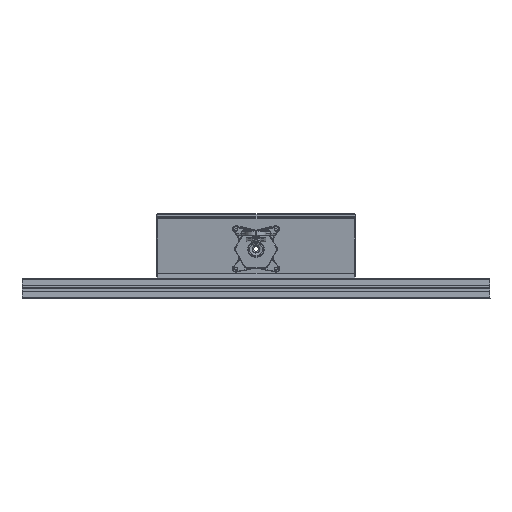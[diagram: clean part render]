
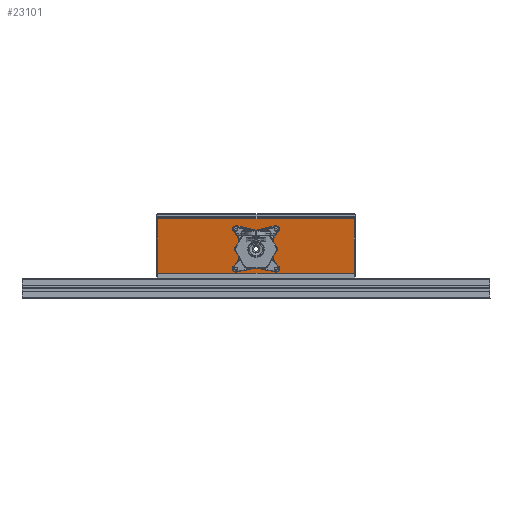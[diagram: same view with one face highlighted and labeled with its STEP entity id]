
A CAD part, front view. The second image highlights one B-rep face of the part: STEP entity #23101.
In plain terms, the highlighted planar face has unit normal (0, -0.991, -0.132).
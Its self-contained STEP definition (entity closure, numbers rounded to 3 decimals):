
#810=FACE_BOUND('',#3967,.T.);
#811=FACE_BOUND('',#3968,.T.);
#812=FACE_BOUND('',#3969,.T.);
#813=FACE_BOUND('',#3970,.T.);
#814=FACE_BOUND('',#3971,.T.);
#1135=PLANE('',#24955);
#2579=FACE_OUTER_BOUND('',#3966,.T.);
#3966=EDGE_LOOP('',(#18435,#18436,#18437,#18438));
#3967=EDGE_LOOP('',(#18439,#18440,#18441,#18442,#18443,#18444,#18445,#18446,
#18447,#18448,#18449,#18450));
#3968=EDGE_LOOP('',(#18451));
#3969=EDGE_LOOP('',(#18452));
#3970=EDGE_LOOP('',(#18453));
#3971=EDGE_LOOP('',(#18454));
#5641=LINE('',#42951,#7618);
#5644=LINE('',#42959,#7621);
#5647=LINE('',#42967,#7624);
#5648=LINE('',#42970,#7625);
#5651=LINE('',#42978,#7628);
#5654=LINE('',#42986,#7631);
#5663=LINE('',#43028,#7640);
#5675=LINE('',#43069,#7652);
#5676=LINE('',#43073,#7653);
#5677=LINE('',#43074,#7654);
#7618=VECTOR('',#29218,10.);
#7621=VECTOR('',#29227,10.);
#7624=VECTOR('',#29236,10.);
#7625=VECTOR('',#29239,10.);
#7628=VECTOR('',#29248,10.);
#7631=VECTOR('',#29257,10.);
#7640=VECTOR('',#29304,55.287);
#7652=VECTOR('',#29350,197.);
#7653=VECTOR('',#29355,197.);
#7654=VECTOR('',#29356,55.287);
#9134=CIRCLE('',#24903,2.5);
#9135=CIRCLE('',#24906,2.5);
#9136=CIRCLE('',#24909,2.5);
#9137=CIRCLE('',#24913,2.5);
#9138=CIRCLE('',#24916,2.5);
#9139=CIRCLE('',#24919,2.5);
#9157=CIRCLE('',#24956,2.75);
#9158=CIRCLE('',#24957,2.75);
#9159=CIRCLE('',#24958,2.75);
#9160=CIRCLE('',#24959,2.75);
#10714=VERTEX_POINT('',#42943);
#10715=VERTEX_POINT('',#42945);
#10716=VERTEX_POINT('',#42949);
#10717=VERTEX_POINT('',#42953);
#10718=VERTEX_POINT('',#42957);
#10719=VERTEX_POINT('',#42961);
#10720=VERTEX_POINT('',#42965);
#10721=VERTEX_POINT('',#42969);
#10722=VERTEX_POINT('',#42973);
#10723=VERTEX_POINT('',#42977);
#10724=VERTEX_POINT('',#42981);
#10725=VERTEX_POINT('',#42985);
#10737=VERTEX_POINT('',#43022);
#10739=VERTEX_POINT('',#43026);
#10751=VERTEX_POINT('',#43068);
#10752=VERTEX_POINT('',#43072);
#10753=VERTEX_POINT('',#43075);
#10754=VERTEX_POINT('',#43077);
#10755=VERTEX_POINT('',#43079);
#10756=VERTEX_POINT('',#43081);
#13464=EDGE_CURVE('',#10715,#10714,#9134,.T.);
#13467=EDGE_CURVE('',#10714,#10716,#5641,.T.);
#13469=EDGE_CURVE('',#10716,#10717,#9135,.T.);
#13471=EDGE_CURVE('',#10717,#10718,#5644,.T.);
#13473=EDGE_CURVE('',#10718,#10719,#9136,.T.);
#13475=EDGE_CURVE('',#10719,#10720,#5647,.T.);
#13476=EDGE_CURVE('',#10721,#10715,#5648,.T.);
#13478=EDGE_CURVE('',#10722,#10721,#9137,.T.);
#13480=EDGE_CURVE('',#10723,#10722,#5651,.T.);
#13482=EDGE_CURVE('',#10724,#10723,#9138,.T.);
#13484=EDGE_CURVE('',#10725,#10724,#5654,.T.);
#13486=EDGE_CURVE('',#10720,#10725,#9139,.T.);
#13505=EDGE_CURVE('',#10739,#10737,#5663,.T.);
#13525=EDGE_CURVE('',#10737,#10751,#5675,.T.);
#13527=EDGE_CURVE('',#10752,#10739,#5676,.T.);
#13528=EDGE_CURVE('',#10751,#10752,#5677,.T.);
#13529=EDGE_CURVE('',#10753,#10753,#9157,.T.);
#13530=EDGE_CURVE('',#10754,#10754,#9158,.T.);
#13531=EDGE_CURVE('',#10755,#10755,#9159,.T.);
#13532=EDGE_CURVE('',#10756,#10756,#9160,.T.);
#18435=ORIENTED_EDGE('',*,*,#13505,.F.);
#18436=ORIENTED_EDGE('',*,*,#13527,.F.);
#18437=ORIENTED_EDGE('',*,*,#13528,.F.);
#18438=ORIENTED_EDGE('',*,*,#13525,.F.);
#18439=ORIENTED_EDGE('',*,*,#13475,.T.);
#18440=ORIENTED_EDGE('',*,*,#13486,.T.);
#18441=ORIENTED_EDGE('',*,*,#13484,.T.);
#18442=ORIENTED_EDGE('',*,*,#13482,.T.);
#18443=ORIENTED_EDGE('',*,*,#13480,.T.);
#18444=ORIENTED_EDGE('',*,*,#13478,.T.);
#18445=ORIENTED_EDGE('',*,*,#13476,.T.);
#18446=ORIENTED_EDGE('',*,*,#13464,.T.);
#18447=ORIENTED_EDGE('',*,*,#13467,.T.);
#18448=ORIENTED_EDGE('',*,*,#13469,.T.);
#18449=ORIENTED_EDGE('',*,*,#13471,.T.);
#18450=ORIENTED_EDGE('',*,*,#13473,.T.);
#18451=ORIENTED_EDGE('',*,*,#13529,.F.);
#18452=ORIENTED_EDGE('',*,*,#13530,.F.);
#18453=ORIENTED_EDGE('',*,*,#13531,.F.);
#18454=ORIENTED_EDGE('',*,*,#13532,.F.);
#23101=ADVANCED_FACE('',(#2579,#810,#811,#812,#813,#814),#1135,.T.);
#24903=AXIS2_PLACEMENT_3D('',#42946,#29212,#29213);
#24906=AXIS2_PLACEMENT_3D('',#42955,#29222,#29223);
#24909=AXIS2_PLACEMENT_3D('',#42963,#29231,#29232);
#24913=AXIS2_PLACEMENT_3D('',#42974,#29243,#29244);
#24916=AXIS2_PLACEMENT_3D('',#42982,#29252,#29253);
#24919=AXIS2_PLACEMENT_3D('',#42989,#29261,#29262);
#24955=AXIS2_PLACEMENT_3D('',#43071,#29353,#29354);
#24956=AXIS2_PLACEMENT_3D('',#43076,#29357,#29358);
#24957=AXIS2_PLACEMENT_3D('',#43078,#29359,#29360);
#24958=AXIS2_PLACEMENT_3D('',#43080,#29361,#29362);
#24959=AXIS2_PLACEMENT_3D('',#43082,#29363,#29364);
#29212=DIRECTION('center_axis',(0.,0.991,
0.132));
#29213=DIRECTION('ref_axis',(-0.5,0.114,-0.858));
#29218=DIRECTION('',(-0.5,-0.114,0.858));
#29222=DIRECTION('center_axis',(0.,0.991,
0.132));
#29223=DIRECTION('ref_axis',(-1.,0.,0.));
#29227=DIRECTION('',(0.5,-0.114,0.858));
#29231=DIRECTION('center_axis',(0.,0.991,
0.132));
#29232=DIRECTION('ref_axis',(-0.5,-0.114,0.858));
#29236=DIRECTION('',(1.,0.,0.));
#29239=DIRECTION('',(-1.,0.,0.));
#29243=DIRECTION('center_axis',(0.,0.991,
0.132));
#29244=DIRECTION('ref_axis',(0.5,0.114,-0.858));
#29248=DIRECTION('',(-0.5,0.114,-0.858));
#29252=DIRECTION('center_axis',(0.,0.991,
0.132));
#29253=DIRECTION('ref_axis',(1.,0.,0.));
#29257=DIRECTION('',(0.5,0.114,-0.858));
#29261=DIRECTION('center_axis',(0.,0.991,
0.132));
#29262=DIRECTION('ref_axis',(0.5,-0.114,0.858));
#29304=DIRECTION('',(0.,-0.132,0.991));
#29350=DIRECTION('',(1.,0.,0.));
#29353=DIRECTION('center_axis',(0.,-0.991,
-0.132));
#29354=DIRECTION('ref_axis',(0.,0.132,-0.991));
#29355=DIRECTION('',(-1.,0.,0.));
#29356=DIRECTION('',(0.,0.132,-0.991));
#29357=DIRECTION('center_axis',(0.,-0.991,
-0.132));
#29358=DIRECTION('ref_axis',(-1.,0.,0.));
#29359=DIRECTION('center_axis',(0.,-0.991,
-0.132));
#29360=DIRECTION('ref_axis',(-1.,0.,0.));
#29361=DIRECTION('center_axis',(0.,-0.991,
-0.132));
#29362=DIRECTION('ref_axis',(-1.,0.,0.));
#29363=DIRECTION('center_axis',(0.,-0.991,
-0.132));
#29364=DIRECTION('ref_axis',(-1.,0.,0.));
#42943=CARTESIAN_POINT('',(118.751,351.276,389.837));
#42945=CARTESIAN_POINT('',(120.916,351.441,388.598));
#42946=CARTESIAN_POINT('Origin',(120.916,351.11,391.076));
#42949=CARTESIAN_POINT('',(112.689,349.888,400.245));
#42951=CARTESIAN_POINT('',(96.357,346.149,428.284));
#42953=CARTESIAN_POINT('',(112.689,349.557,402.723));
#42955=CARTESIAN_POINT('Origin',(114.854,349.723,401.484));
#42957=CARTESIAN_POINT('',(118.751,348.17,413.131));
#42959=CARTESIAN_POINT('',(110.083,350.154,398.249));
#42961=CARTESIAN_POINT('',(120.916,348.005,414.37));
#42963=CARTESIAN_POINT('Origin',(120.916,348.335,411.892));
#42965=CARTESIAN_POINT('',(133.04,348.005,414.37));
#42967=CARTESIAN_POINT('',(76.978,348.005,414.37));
#42969=CARTESIAN_POINT('',(133.04,351.441,388.598));
#42970=CARTESIAN_POINT('',(76.978,351.441,388.598));
#42973=CARTESIAN_POINT('',(135.205,351.276,389.837));
#42974=CARTESIAN_POINT('Origin',(133.04,351.11,391.076));
#42977=CARTESIAN_POINT('',(141.267,349.888,400.245));
#42978=CARTESIAN_POINT('',(132.599,351.872,385.363));
#42981=CARTESIAN_POINT('',(141.267,349.557,402.723));
#42982=CARTESIAN_POINT('Origin',(139.102,349.723,401.484));
#42985=CARTESIAN_POINT('',(135.205,348.17,413.131));
#42986=CARTESIAN_POINT('',(118.873,344.431,441.17));
#42989=CARTESIAN_POINT('Origin',(133.04,348.335,411.892));
#43022=CARTESIAN_POINT('',(28.478,345.684,431.772));
#43026=CARTESIAN_POINT('',(28.478,352.991,376.969));
#43028=CARTESIAN_POINT('',(28.478,351.166,390.657));
#43068=CARTESIAN_POINT('',(225.478,345.684,431.772));
#43069=CARTESIAN_POINT('',(26.978,345.684,431.772));
#43071=CARTESIAN_POINT('Origin',(26.978,345.533,432.904));
#43072=CARTESIAN_POINT('',(225.478,352.991,376.969));
#43073=CARTESIAN_POINT('',(26.978,352.991,376.969));
#43074=CARTESIAN_POINT('',(225.478,345.543,432.829));
#43075=CARTESIAN_POINT('',(109.728,347.065,421.416));
#43076=CARTESIAN_POINT('Origin',(106.978,347.065,421.416));
#43077=CARTESIAN_POINT('',(149.728,352.352,381.767));
#43078=CARTESIAN_POINT('Origin',(146.978,352.352,381.767));
#43079=CARTESIAN_POINT('',(149.728,347.065,421.416));
#43080=CARTESIAN_POINT('Origin',(146.978,347.065,421.416));
#43081=CARTESIAN_POINT('',(109.728,352.352,381.767));
#43082=CARTESIAN_POINT('Origin',(106.978,352.352,381.767));
